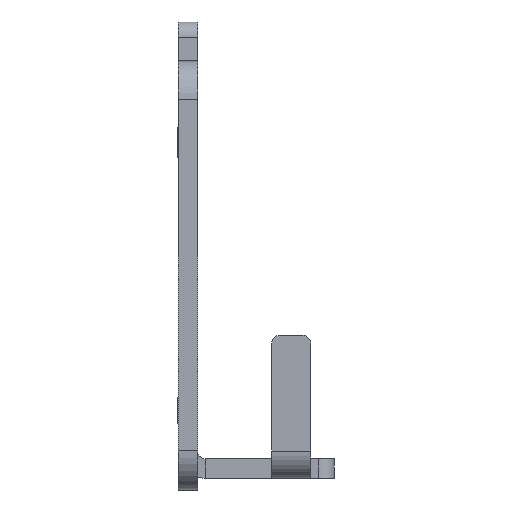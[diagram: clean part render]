
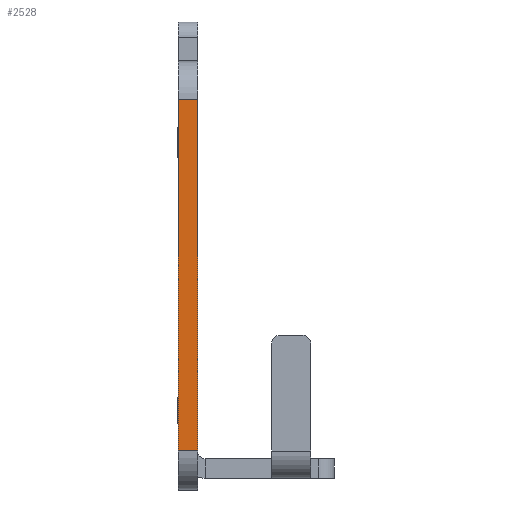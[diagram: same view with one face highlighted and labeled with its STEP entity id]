
A CAD part, left-side view. The second image highlights one B-rep face of the part: STEP entity #2528.
In plain terms, the highlighted planar face has unit normal (-1, 0, 0).
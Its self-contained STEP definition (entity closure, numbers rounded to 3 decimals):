
#165 = LINE ( 'NONE', #6824, #6170 ) ;
#483 = EDGE_LOOP ( 'NONE', ( #2066, #6269, #6971, #4054 ) ) ;
#575 = EDGE_CURVE ( 'NONE', #8139, #6297, #2171, .T. ) ;
#842 = DIRECTION ( 'NONE',  ( 0., 0., 1. ) ) ;
#1018 = EDGE_CURVE ( 'NONE', #6026, #6919, #8704, .T. ) ;
#1154 = EDGE_CURVE ( 'NONE', #6026, #8139, #2581, .T. ) ;
#2066 = ORIENTED_EDGE ( 'NONE', *, *, #1018, .F. ) ;
#2171 = LINE ( 'NONE', #8222, #5448 ) ;
#2227 = CARTESIAN_POINT ( 'NONE',  ( 0., 2.5, -50. ) ) ;
#2528 = ADVANCED_FACE ( 'NONE', ( #3237 ), #4197, .F. ) ;
#2581 = LINE ( 'NONE', #4142, #6191 ) ;
#2613 = EDGE_CURVE ( 'NONE', #6919, #6297, #165, .T. ) ;
#2840 = CARTESIAN_POINT ( 'NONE',  ( 0., 0., -5. ) ) ;
#3237 = FACE_OUTER_BOUND ( 'NONE', #483, .T. ) ;
#3804 = DIRECTION ( 'NONE',  ( 0., 1., 0. ) ) ;
#4054 = ORIENTED_EDGE ( 'NONE', *, *, #2613, .F. ) ;
#4142 = CARTESIAN_POINT ( 'NONE',  ( 0., 0., 0. ) ) ;
#4197 = PLANE ( 'NONE',  #5203 ) ;
#4723 = VECTOR ( 'NONE', #4814, 1000. ) ;
#4814 = DIRECTION ( 'NONE',  ( 0., 1., 0. ) ) ;
#5203 = AXIS2_PLACEMENT_3D ( 'NONE', #9265, #6376, #7804 ) ;
#5448 = VECTOR ( 'NONE', #3804, 1000. ) ;
#5964 = DIRECTION ( 'NONE',  ( 0., 0., 1. ) ) ;
#6026 = VERTEX_POINT ( 'NONE', #8008 ) ;
#6170 = VECTOR ( 'NONE', #842, 1000. ) ;
#6191 = VECTOR ( 'NONE', #5964, 1000. ) ;
#6269 = ORIENTED_EDGE ( 'NONE', *, *, #1154, .T. ) ;
#6297 = VERTEX_POINT ( 'NONE', #9360 ) ;
#6376 = DIRECTION ( 'NONE',  ( 1., 0., 0. ) ) ;
#6824 = CARTESIAN_POINT ( 'NONE',  ( 0., 2.5, 0. ) ) ;
#6919 = VERTEX_POINT ( 'NONE', #2227 ) ;
#6971 = ORIENTED_EDGE ( 'NONE', *, *, #575, .T. ) ;
#7804 = DIRECTION ( 'NONE',  ( 0., 0., 1. ) ) ;
#8008 = CARTESIAN_POINT ( 'NONE',  ( 0., 0., -50. ) ) ;
#8139 = VERTEX_POINT ( 'NONE', #2840 ) ;
#8222 = CARTESIAN_POINT ( 'NONE',  ( 0., 2.5, -5. ) ) ;
#8704 = LINE ( 'NONE', #9142, #4723 ) ;
#9142 = CARTESIAN_POINT ( 'NONE',  ( 0., 2.5, -50. ) ) ;
#9265 = CARTESIAN_POINT ( 'NONE',  ( 0., 2.5, 0. ) ) ;
#9360 = CARTESIAN_POINT ( 'NONE',  ( 0., 2.5, -5. ) ) ;
